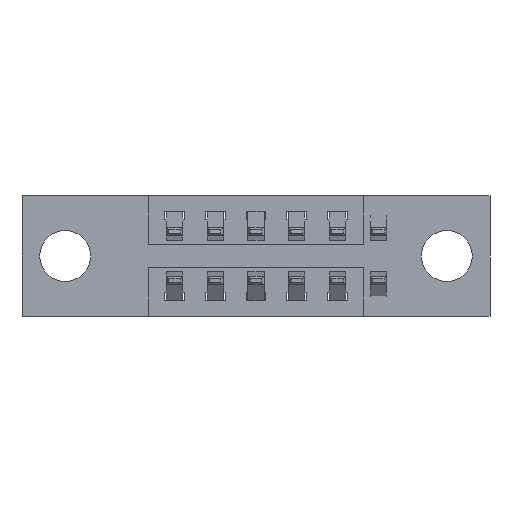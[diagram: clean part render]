
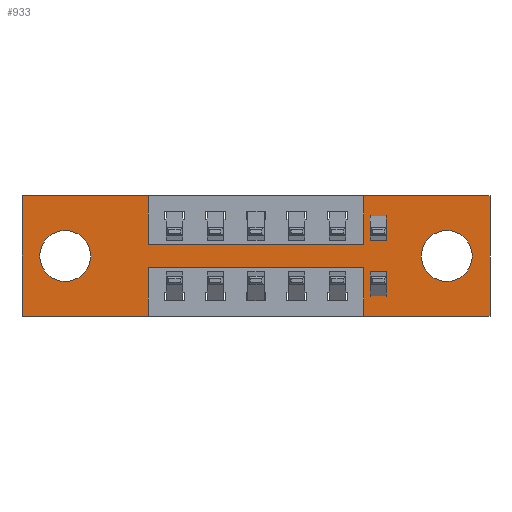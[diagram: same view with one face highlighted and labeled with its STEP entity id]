
A CAD part, front view. The second image highlights one B-rep face of the part: STEP entity #933.
In plain terms, the highlighted planar face has unit normal (0, -1, 0).
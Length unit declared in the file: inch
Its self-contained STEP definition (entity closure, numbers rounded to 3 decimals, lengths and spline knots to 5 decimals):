
#57 = DIRECTION ( 'NONE',  ( 0., 1., 0. ) ) ;
#90 = EDGE_CURVE ( 'NONE', #3318, #4198, #556, .T. ) ;
#285 = PLANE ( 'NONE',  #629 ) ;
#326 = FACE_BOUND ( 'NONE', #1219, .T. ) ;
#411 = CARTESIAN_POINT ( 'NONE',  ( 1.0475, 0., 0. ) ) ;
#470 = VERTEX_POINT ( 'NONE', #1051 ) ;
#478 = ORIENTED_EDGE ( 'NONE', *, *, #8378, .F. ) ;
#491 = VECTOR ( 'NONE', #5251, 39.37008 ) ;
#493 = CARTESIAN_POINT ( 'NONE',  ( 1.3025, 0., -0.185 ) ) ;
#548 = EDGE_CURVE ( 'NONE', #8749, #470, #2525, .T. ) ;
#556 = LINE ( 'NONE', #731, #4459 ) ;
#567 = AXIS2_PLACEMENT_3D ( 'NONE', #1630, #57, #5480 ) ;
#629 = AXIS2_PLACEMENT_3D ( 'NONE', #2213, #4338, #1007 ) ;
#640 = EDGE_CURVE ( 'NONE', #1654, #5388, #5196, .T. ) ;
#680 = DIRECTION ( 'NONE',  ( 0., 0., -1. ) ) ;
#731 = CARTESIAN_POINT ( 'NONE',  ( 0., 0., -0.37 ) ) ;
#738 = ORIENTED_EDGE ( 'NONE', *, *, #2405, .F. ) ;
#933 = ADVANCED_FACE ( 'NONE', ( #4995, #326, #958 ), #285, .T. ) ;
#940 = DIRECTION ( 'NONE',  ( 0., 0., -1. ) ) ;
#958 = FACE_OUTER_BOUND ( 'NONE', #4837, .T. ) ;
#972 = VERTEX_POINT ( 'NONE', #4425 ) ;
#1007 = DIRECTION ( 'NONE',  ( 0., 0., -1. ) ) ;
#1035 = DIRECTION ( 'NONE',  ( 0., 0., 1. ) ) ;
#1042 = ORIENTED_EDGE ( 'NONE', *, *, #1200, .F. ) ;
#1045 = CARTESIAN_POINT ( 'NONE',  ( 0., 0., -0.37 ) ) ;
#1051 = CARTESIAN_POINT ( 'NONE',  ( 0., 0., 0. ) ) ;
#1122 = CARTESIAN_POINT ( 'NONE',  ( 0.3875, 0., -0.15 ) ) ;
#1124 = CARTESIAN_POINT ( 'NONE',  ( 0., 0., 0. ) ) ;
#1159 = CIRCLE ( 'NONE', #567, 0.078 ) ;
#1180 = CARTESIAN_POINT ( 'NONE',  ( 1.0475, 0., 0. ) ) ;
#1200 = EDGE_CURVE ( 'NONE', #4198, #8439, #1383, .T. ) ;
#1219 = EDGE_LOOP ( 'NONE', ( #3134, #8478 ) ) ;
#1336 = LINE ( 'NONE', #4044, #5207 ) ;
#1345 = LINE ( 'NONE', #4053, #5177 ) ;
#1383 = LINE ( 'NONE', #4100, #5787 ) ;
#1580 = CARTESIAN_POINT ( 'NONE',  ( 0.3875, 0., 0. ) ) ;
#1630 = CARTESIAN_POINT ( 'NONE',  ( 0.1325, 0., -0.185 ) ) ;
#1654 = VERTEX_POINT ( 'NONE', #4803 ) ;
#1703 = CIRCLE ( 'NONE', #6811, 0.078 ) ;
#1778 = VERTEX_POINT ( 'NONE', #1580 ) ;
#1830 = DIRECTION ( 'NONE',  ( 1., 0., 0. ) ) ;
#1871 = CARTESIAN_POINT ( 'NONE',  ( 0., 0., 0. ) ) ;
#1929 = CARTESIAN_POINT ( 'NONE',  ( 1.0475, 0., -0.22 ) ) ;
#2025 = EDGE_CURVE ( 'NONE', #4234, #5077, #4533, .T. ) ;
#2213 = CARTESIAN_POINT ( 'NONE',  ( 0., 0., -0.37 ) ) ;
#2366 = CARTESIAN_POINT ( 'NONE',  ( 0., 0., -0.37 ) ) ;
#2405 = EDGE_CURVE ( 'NONE', #8439, #7522, #2659, .T. ) ;
#2414 = EDGE_CURVE ( 'NONE', #470, #1778, #7843, .T. ) ;
#2445 = ORIENTED_EDGE ( 'NONE', *, *, #548, .F. ) ;
#2497 = VECTOR ( 'NONE', #3846, 39.37008 ) ;
#2500 = DIRECTION ( 'NONE',  ( -1., 0., 0. ) ) ;
#2525 = LINE ( 'NONE', #1124, #491 ) ;
#2632 = EDGE_CURVE ( 'NONE', #7522, #6543, #1336, .T. ) ;
#2659 = LINE ( 'NONE', #5136, #4916 ) ;
#2708 = DIRECTION ( 'NONE',  ( 0., 0., -1. ) ) ;
#3030 = VECTOR ( 'NONE', #5833, 39.37008 ) ;
#3061 = LINE ( 'NONE', #1045, #7115 ) ;
#3093 = ORIENTED_EDGE ( 'NONE', *, *, #90, .F. ) ;
#3134 = ORIENTED_EDGE ( 'NONE', *, *, #5129, .T. ) ;
#3172 = CIRCLE ( 'NONE', #7715, 0.078 ) ;
#3284 = ORIENTED_EDGE ( 'NONE', *, *, #6563, .F. ) ;
#3318 = VERTEX_POINT ( 'NONE', #3760 ) ;
#3355 = VECTOR ( 'NONE', #1830, 39.37008 ) ;
#3452 = CIRCLE ( 'NONE', #6433, 0.078 ) ;
#3638 = DIRECTION ( 'NONE',  ( -1., 0., 0. ) ) ;
#3674 = DIRECTION ( 'NONE',  ( 0., 1., 0. ) ) ;
#3760 = CARTESIAN_POINT ( 'NONE',  ( 1.435, 0., -0.37 ) ) ;
#3846 = DIRECTION ( 'NONE',  ( 1., 0., 0. ) ) ;
#4042 = DIRECTION ( 'NONE',  ( 0., 0., 1. ) ) ;
#4044 = CARTESIAN_POINT ( 'NONE',  ( 0.3875, 0., -0.37 ) ) ;
#4052 = ORIENTED_EDGE ( 'NONE', *, *, #2025, .F. ) ;
#4053 = CARTESIAN_POINT ( 'NONE',  ( 0.3875, 0., 0. ) ) ;
#4100 = CARTESIAN_POINT ( 'NONE',  ( 1.0475, 0., -0.37 ) ) ;
#4198 = VERTEX_POINT ( 'NONE', #8577 ) ;
#4234 = VERTEX_POINT ( 'NONE', #1180 ) ;
#4338 = DIRECTION ( 'NONE',  ( 0., -1., 0. ) ) ;
#4425 = CARTESIAN_POINT ( 'NONE',  ( 0.1325, 0., -0.107 ) ) ;
#4459 = VECTOR ( 'NONE', #6763, 39.37008 ) ;
#4475 = CARTESIAN_POINT ( 'NONE',  ( 0.3875, 0., -0.22 ) ) ;
#4533 = LINE ( 'NONE', #1871, #2497 ) ;
#4552 = DIRECTION ( 'NONE',  ( 0., 1., 0. ) ) ;
#4646 = VERTEX_POINT ( 'NONE', #5909 ) ;
#4803 = CARTESIAN_POINT ( 'NONE',  ( 0.3875, 0., -0.15 ) ) ;
#4837 = EDGE_LOOP ( 'NONE', ( #8707, #738, #1042, #3093, #7353, #4052, #478, #6340, #8833, #6176, #2445, #3284 ) ) ;
#4916 = VECTOR ( 'NONE', #2500, 39.37008 ) ;
#4995 = FACE_BOUND ( 'NONE', #7649, .T. ) ;
#5077 = VERTEX_POINT ( 'NONE', #6748 ) ;
#5096 = VERTEX_POINT ( 'NONE', #8373 ) ;
#5109 = CARTESIAN_POINT ( 'NONE',  ( 0.1325, 0., -0.185 ) ) ;
#5129 = EDGE_CURVE ( 'NONE', #972, #8458, #1159, .T. ) ;
#5136 = CARTESIAN_POINT ( 'NONE',  ( 0.3875, 0., -0.22 ) ) ;
#5171 = EDGE_CURVE ( 'NONE', #5096, #4646, #1703, .T. ) ;
#5177 = VECTOR ( 'NONE', #680, 39.37008 ) ;
#5193 = CARTESIAN_POINT ( 'NONE',  ( 0.1325, 0., -0.263 ) ) ;
#5196 = LINE ( 'NONE', #1122, #3030 ) ;
#5203 = LINE ( 'NONE', #7365, #8294 ) ;
#5207 = VECTOR ( 'NONE', #2708, 39.37008 ) ;
#5251 = DIRECTION ( 'NONE',  ( 0., 0., 1. ) ) ;
#5388 = VERTEX_POINT ( 'NONE', #8739 ) ;
#5480 = DIRECTION ( 'NONE',  ( 0., 0., 1. ) ) ;
#5787 = VECTOR ( 'NONE', #4042, 39.37008 ) ;
#5796 = CARTESIAN_POINT ( 'NONE',  ( 0.3875, 0., -0.37 ) ) ;
#5833 = DIRECTION ( 'NONE',  ( 1., 0., 0. ) ) ;
#5909 = CARTESIAN_POINT ( 'NONE',  ( 1.3025, 0., -0.263 ) ) ;
#6176 = ORIENTED_EDGE ( 'NONE', *, *, #2414, .F. ) ;
#6340 = ORIENTED_EDGE ( 'NONE', *, *, #640, .F. ) ;
#6433 = AXIS2_PLACEMENT_3D ( 'NONE', #493, #4552, #6588 ) ;
#6488 = LINE ( 'NONE', #411, #6867 ) ;
#6543 = VERTEX_POINT ( 'NONE', #5796 ) ;
#6563 = EDGE_CURVE ( 'NONE', #6543, #8749, #3061, .T. ) ;
#6588 = DIRECTION ( 'NONE',  ( 0., 0., -1. ) ) ;
#6681 = EDGE_CURVE ( 'NONE', #4646, #5096, #3452, .T. ) ;
#6748 = CARTESIAN_POINT ( 'NONE',  ( 1.435, 0., 0. ) ) ;
#6751 = EDGE_CURVE ( 'NONE', #5077, #3318, #5203, .T. ) ;
#6763 = DIRECTION ( 'NONE',  ( -1., 0., 0. ) ) ;
#6811 = AXIS2_PLACEMENT_3D ( 'NONE', #7677, #6998, #940 ) ;
#6867 = VECTOR ( 'NONE', #8377, 39.37008 ) ;
#6948 = ORIENTED_EDGE ( 'NONE', *, *, #5171, .T. ) ;
#6998 = DIRECTION ( 'NONE',  ( 0., 1., 0. ) ) ;
#7044 = EDGE_CURVE ( 'NONE', #8458, #972, #3172, .T. ) ;
#7115 = VECTOR ( 'NONE', #3638, 39.37008 ) ;
#7353 = ORIENTED_EDGE ( 'NONE', *, *, #6751, .F. ) ;
#7365 = CARTESIAN_POINT ( 'NONE',  ( 1.435, 0., 0. ) ) ;
#7522 = VERTEX_POINT ( 'NONE', #4475 ) ;
#7649 = EDGE_LOOP ( 'NONE', ( #6948, #7735 ) ) ;
#7664 = EDGE_CURVE ( 'NONE', #1778, #1654, #1345, .T. ) ;
#7677 = CARTESIAN_POINT ( 'NONE',  ( 1.3025, 0., -0.185 ) ) ;
#7715 = AXIS2_PLACEMENT_3D ( 'NONE', #5109, #3674, #1035 ) ;
#7735 = ORIENTED_EDGE ( 'NONE', *, *, #6681, .T. ) ;
#7843 = LINE ( 'NONE', #8538, #3355 ) ;
#7874 = DIRECTION ( 'NONE',  ( 0., 0., -1. ) ) ;
#8294 = VECTOR ( 'NONE', #7874, 39.37008 ) ;
#8373 = CARTESIAN_POINT ( 'NONE',  ( 1.3025, 0., -0.107 ) ) ;
#8377 = DIRECTION ( 'NONE',  ( 0., 0., 1. ) ) ;
#8378 = EDGE_CURVE ( 'NONE', #5388, #4234, #6488, .T. ) ;
#8439 = VERTEX_POINT ( 'NONE', #1929 ) ;
#8458 = VERTEX_POINT ( 'NONE', #5193 ) ;
#8478 = ORIENTED_EDGE ( 'NONE', *, *, #7044, .T. ) ;
#8538 = CARTESIAN_POINT ( 'NONE',  ( 0., 0., 0. ) ) ;
#8577 = CARTESIAN_POINT ( 'NONE',  ( 1.0475, 0., -0.37 ) ) ;
#8707 = ORIENTED_EDGE ( 'NONE', *, *, #2632, .F. ) ;
#8739 = CARTESIAN_POINT ( 'NONE',  ( 1.0475, 0., -0.15 ) ) ;
#8749 = VERTEX_POINT ( 'NONE', #2366 ) ;
#8833 = ORIENTED_EDGE ( 'NONE', *, *, #7664, .F. ) ;
